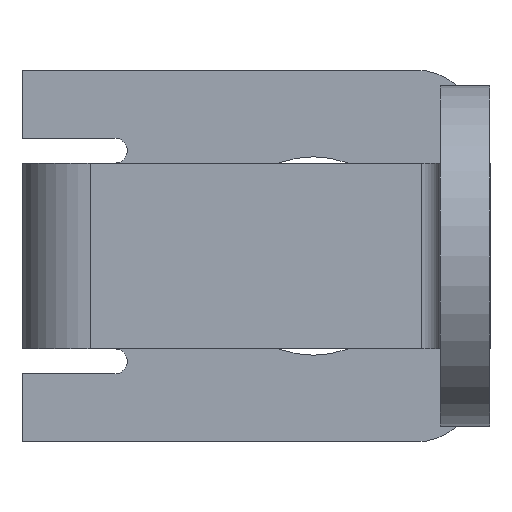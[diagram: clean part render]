
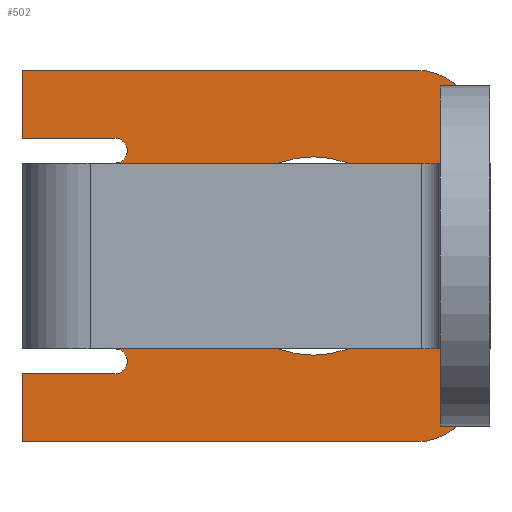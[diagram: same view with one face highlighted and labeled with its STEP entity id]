
A CAD part, left-side view. The second image highlights one B-rep face of the part: STEP entity #502.
In plain terms, the highlighted planar face has unit normal (-1, 0, 0).
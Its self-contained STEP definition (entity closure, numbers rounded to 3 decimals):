
#1 = CIRCLE ( 'NONE', #746, 1.6 ) ;
#2 = DIRECTION ( 'NONE',  ( 0., 0., -1. ) ) ;
#4 = VECTOR ( 'NONE', #1354, 1000. ) ;
#10 = AXIS2_PLACEMENT_3D ( 'NONE', #75, #200, #1225 ) ;
#14 = CARTESIAN_POINT ( 'NONE',  ( 0., 6.1, 1.7 ) ) ;
#25 = ORIENTED_EDGE ( 'NONE', *, *, #432, .T. ) ;
#39 = VECTOR ( 'NONE', #55, 1000. ) ;
#55 = DIRECTION ( 'NONE',  ( 0., 0., 1. ) ) ;
#75 = CARTESIAN_POINT ( 'NONE',  ( 0., 2.9, 0. ) ) ;
#113 = EDGE_CURVE ( 'NONE', #802, #823, #1512, .T. ) ;
#117 = DIRECTION ( 'NONE',  ( 0., 0., 1. ) ) ;
#118 = VECTOR ( 'NONE', #2, 1000. ) ;
#125 = DIRECTION ( 'NONE',  ( 1., 0., 0. ) ) ;
#137 = DIRECTION ( 'NONE',  ( 0., 1., 0. ) ) ;
#160 = CARTESIAN_POINT ( 'NONE',  ( 0., 7.6, 3. ) ) ;
#170 = DIRECTION ( 'NONE',  ( 1., 0., 0. ) ) ;
#171 = CIRCLE ( 'NONE', #330, 0.2 ) ;
#173 = VECTOR ( 'NONE', #1222, 1000. ) ;
#196 = CARTESIAN_POINT ( 'NONE',  ( 0., 6.1, -1.5 ) ) ;
#200 = DIRECTION ( 'NONE',  ( 1., 0., 0. ) ) ;
#215 = ORIENTED_EDGE ( 'NONE', *, *, #1281, .F. ) ;
#232 = CARTESIAN_POINT ( 'NONE',  ( 0., 0.25, 2. ) ) ;
#237 = EDGE_CURVE ( 'NONE', #921, #264, #572, .T. ) ;
#247 = VERTEX_POINT ( 'NONE', #1415 ) ;
#251 = LINE ( 'NONE', #1451, #173 ) ;
#261 = EDGE_CURVE ( 'NONE', #577, #1409, #1166, .T. ) ;
#264 = VERTEX_POINT ( 'NONE', #691 ) ;
#276 = EDGE_CURVE ( 'NONE', #358, #1034, #334, .T. ) ;
#302 = PLANE ( 'NONE',  #503 ) ;
#306 = DIRECTION ( 'NONE',  ( 1., 0., 0. ) ) ;
#317 = CIRCLE ( 'NONE', #471, 1. ) ;
#328 = DIRECTION ( 'NONE',  ( 0., -1., 0. ) ) ;
#330 = AXIS2_PLACEMENT_3D ( 'NONE', #14, #1291, #117 ) ;
#334 = LINE ( 'NONE', #459, #1056 ) ;
#341 = DIRECTION ( 'NONE',  ( -1., 0., 0. ) ) ;
#345 = ORIENTED_EDGE ( 'NONE', *, *, #479, .F. ) ;
#353 = CIRCLE ( 'NONE', #10, 1.6 ) ;
#358 = VERTEX_POINT ( 'NONE', #232 ) ;
#377 = EDGE_CURVE ( 'NONE', #958, #247, #848, .T. ) ;
#379 = CARTESIAN_POINT ( 'NONE',  ( 0., 6.1, 1.9 ) ) ;
#387 = EDGE_CURVE ( 'NONE', #993, #713, #1, .T. ) ;
#388 = LINE ( 'NONE', #1022, #39 ) ;
#390 = ORIENTED_EDGE ( 'NONE', *, *, #261, .T. ) ;
#395 = EDGE_CURVE ( 'NONE', #1409, #264, #1397, .T. ) ;
#397 = VERTEX_POINT ( 'NONE', #964 ) ;
#401 = VECTOR ( 'NONE', #328, 1000. ) ;
#413 = CARTESIAN_POINT ( 'NONE',  ( 0., 7.6, 3. ) ) ;
#423 = CARTESIAN_POINT ( 'NONE',  ( 0., 1.25, -2. ) ) ;
#432 = EDGE_CURVE ( 'NONE', #1278, #1151, #1321, .T. ) ;
#436 = VECTOR ( 'NONE', #1217, 1000. ) ;
#438 = CARTESIAN_POINT ( 'NONE',  ( 0., 0.25, -2. ) ) ;
#457 = EDGE_CURVE ( 'NONE', #713, #993, #353, .T. ) ;
#459 = CARTESIAN_POINT ( 'NONE',  ( 0., 0.25, 3. ) ) ;
#471 = AXIS2_PLACEMENT_3D ( 'NONE', #423, #170, #1350 ) ;
#479 = EDGE_CURVE ( 'NONE', #1278, #802, #388, .T. ) ;
#482 = CARTESIAN_POINT ( 'NONE',  ( 0., 2.9, 1.6 ) ) ;
#502 = ADVANCED_FACE ( 'NONE', ( #1004, #613 ), #302, .T. ) ;
#503 = AXIS2_PLACEMENT_3D ( 'NONE', #767, #1463, #1240 ) ;
#556 = ORIENTED_EDGE ( 'NONE', *, *, #276, .F. ) ;
#564 = CARTESIAN_POINT ( 'NONE',  ( 0., 1.25, 2. ) ) ;
#570 = CARTESIAN_POINT ( 'NONE',  ( 0., 1.25, 3. ) ) ;
#572 = LINE ( 'NONE', #379, #1474 ) ;
#577 = VERTEX_POINT ( 'NONE', #570 ) ;
#599 = EDGE_LOOP ( 'NONE', ( #618, #1147 ) ) ;
#608 = EDGE_CURVE ( 'NONE', #358, #577, #1074, .T. ) ;
#613 = FACE_BOUND ( 'NONE', #599, .T. ) ;
#618 = ORIENTED_EDGE ( 'NONE', *, *, #387, .T. ) ;
#630 = CARTESIAN_POINT ( 'NONE',  ( 0., 2.9, -1.6 ) ) ;
#641 = ORIENTED_EDGE ( 'NONE', *, *, #113, .F. ) ;
#642 = ORIENTED_EDGE ( 'NONE', *, *, #930, .F. ) ;
#661 = CARTESIAN_POINT ( 'NONE',  ( 0., 7.6, -3. ) ) ;
#691 = CARTESIAN_POINT ( 'NONE',  ( 0., 7.6, 1.9 ) ) ;
#697 = CARTESIAN_POINT ( 'NONE',  ( 0., 2.9, 0. ) ) ;
#703 = VECTOR ( 'NONE', #1526, 1000. ) ;
#713 = VERTEX_POINT ( 'NONE', #482 ) ;
#714 = CARTESIAN_POINT ( 'NONE',  ( 0., 6.5, -1.5 ) ) ;
#746 = AXIS2_PLACEMENT_3D ( 'NONE', #697, #125, #1083 ) ;
#752 = CARTESIAN_POINT ( 'NONE',  ( 0., 6.1, 1.9 ) ) ;
#767 = CARTESIAN_POINT ( 'NONE',  ( 0., 0.25, 3. ) ) ;
#774 = CARTESIAN_POINT ( 'NONE',  ( 0., 6.5, -1.5 ) ) ;
#802 = VERTEX_POINT ( 'NONE', #1416 ) ;
#823 = VERTEX_POINT ( 'NONE', #978 ) ;
#848 = LINE ( 'NONE', #938, #703 ) ;
#850 = VECTOR ( 'NONE', #1182, 1000. ) ;
#861 = ORIENTED_EDGE ( 'NONE', *, *, #956, .F. ) ;
#870 = ORIENTED_EDGE ( 'NONE', *, *, #377, .T. ) ;
#871 = EDGE_CURVE ( 'NONE', #1151, #958, #1226, .T. ) ;
#893 = ORIENTED_EDGE ( 'NONE', *, *, #1482, .F. ) ;
#912 = LINE ( 'NONE', #1339, #436 ) ;
#921 = VERTEX_POINT ( 'NONE', #752 ) ;
#930 = EDGE_CURVE ( 'NONE', #397, #1197, #251, .T. ) ;
#938 = CARTESIAN_POINT ( 'NONE',  ( 0., 6.1, -1.9 ) ) ;
#956 = EDGE_CURVE ( 'NONE', #1197, #247, #912, .T. ) ;
#958 = VERTEX_POINT ( 'NONE', #982 ) ;
#964 = CARTESIAN_POINT ( 'NONE',  ( 0., 1.25, -3. ) ) ;
#978 = CARTESIAN_POINT ( 'NONE',  ( 0., 6.1, 1.5 ) ) ;
#982 = CARTESIAN_POINT ( 'NONE',  ( 0., 6.1, -1.9 ) ) ;
#988 = ORIENTED_EDGE ( 'NONE', *, *, #237, .F. ) ;
#990 = AXIS2_PLACEMENT_3D ( 'NONE', #564, #341, #1389 ) ;
#993 = VERTEX_POINT ( 'NONE', #630 ) ;
#999 = DIRECTION ( 'NONE',  ( 0., 0., -1. ) ) ;
#1004 = FACE_OUTER_BOUND ( 'NONE', #1391, .T. ) ;
#1022 = CARTESIAN_POINT ( 'NONE',  ( 0., 6.5, 0. ) ) ;
#1034 = VERTEX_POINT ( 'NONE', #438 ) ;
#1056 = VECTOR ( 'NONE', #1271, 1000. ) ;
#1074 = CIRCLE ( 'NONE', #990, 1. ) ;
#1083 = DIRECTION ( 'NONE',  ( 0., 0., 1. ) ) ;
#1140 = CARTESIAN_POINT ( 'NONE',  ( 0., 0.25, 3. ) ) ;
#1147 = ORIENTED_EDGE ( 'NONE', *, *, #457, .T. ) ;
#1151 = VERTEX_POINT ( 'NONE', #196 ) ;
#1166 = LINE ( 'NONE', #1140, #850 ) ;
#1182 = DIRECTION ( 'NONE',  ( 0., 1., 0. ) ) ;
#1197 = VERTEX_POINT ( 'NONE', #661 ) ;
#1217 = DIRECTION ( 'NONE',  ( 0., 0., 1. ) ) ;
#1222 = DIRECTION ( 'NONE',  ( 0., 1., 0. ) ) ;
#1225 = DIRECTION ( 'NONE',  ( 0., 0., 1. ) ) ;
#1226 = CIRCLE ( 'NONE', #1257, 0.2 ) ;
#1229 = CARTESIAN_POINT ( 'NONE',  ( 0., 6.1, -1.7 ) ) ;
#1240 = DIRECTION ( 'NONE',  ( 0., 0., 1. ) ) ;
#1257 = AXIS2_PLACEMENT_3D ( 'NONE', #1229, #306, #999 ) ;
#1271 = DIRECTION ( 'NONE',  ( 0., 0., -1. ) ) ;
#1275 = ORIENTED_EDGE ( 'NONE', *, *, #395, .T. ) ;
#1278 = VERTEX_POINT ( 'NONE', #714 ) ;
#1281 = EDGE_CURVE ( 'NONE', #823, #921, #171, .T. ) ;
#1291 = DIRECTION ( 'NONE',  ( -1., 0., 0. ) ) ;
#1321 = LINE ( 'NONE', #774, #401 ) ;
#1339 = CARTESIAN_POINT ( 'NONE',  ( 0., 7.6, -3. ) ) ;
#1350 = DIRECTION ( 'NONE',  ( 0., 0., -1. ) ) ;
#1354 = DIRECTION ( 'NONE',  ( 0., -1., 0. ) ) ;
#1389 = DIRECTION ( 'NONE',  ( 0., 0., 1. ) ) ;
#1391 = EDGE_LOOP ( 'NONE', ( #345, #25, #1515, #870, #861, #642, #893, #556, #1423, #390, #1275, #988, #215, #641 ) ) ;
#1397 = LINE ( 'NONE', #413, #118 ) ;
#1409 = VERTEX_POINT ( 'NONE', #160 ) ;
#1415 = CARTESIAN_POINT ( 'NONE',  ( 0., 7.6, -1.9 ) ) ;
#1416 = CARTESIAN_POINT ( 'NONE',  ( 0., 6.5, 1.5 ) ) ;
#1423 = ORIENTED_EDGE ( 'NONE', *, *, #608, .T. ) ;
#1451 = CARTESIAN_POINT ( 'NONE',  ( 0., 0.25, -3. ) ) ;
#1453 = CARTESIAN_POINT ( 'NONE',  ( 0., 6.5, 1.5 ) ) ;
#1463 = DIRECTION ( 'NONE',  ( -1., 0., 0. ) ) ;
#1474 = VECTOR ( 'NONE', #137, 1000. ) ;
#1482 = EDGE_CURVE ( 'NONE', #1034, #397, #317, .T. ) ;
#1512 = LINE ( 'NONE', #1453, #4 ) ;
#1515 = ORIENTED_EDGE ( 'NONE', *, *, #871, .T. ) ;
#1526 = DIRECTION ( 'NONE',  ( 0., 1., 0. ) ) ;
